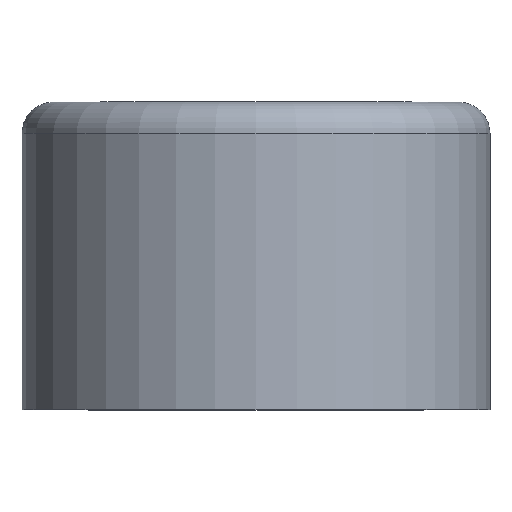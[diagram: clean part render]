
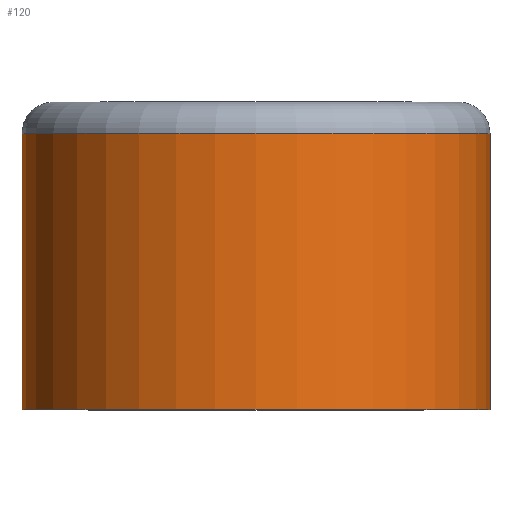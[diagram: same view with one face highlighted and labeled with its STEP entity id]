
A CAD part, top view. The second image highlights one B-rep face of the part: STEP entity #120.
In plain terms, the highlighted cylindrical face has radius 12.636 mm (diameter 25.273 mm), a partial arc.
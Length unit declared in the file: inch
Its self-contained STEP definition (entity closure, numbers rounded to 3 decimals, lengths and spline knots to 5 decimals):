
#18 = AXIS2_PLACEMENT_3D ( 'NONE', #259, #92, #307 ) ;
#28 = CARTESIAN_POINT ( 'NONE',  ( 0.4975, 0., 0. ) ) ;
#31 = EDGE_LOOP ( 'NONE', ( #57, #294, #214, #316 ) ) ;
#34 = CARTESIAN_POINT ( 'NONE',  ( -0.4975, 0., 0. ) ) ;
#40 = EDGE_CURVE ( 'NONE', #153, #246, #350, .T. ) ;
#49 = DIRECTION ( 'NONE',  ( 0., -1., 0. ) ) ;
#57 = ORIENTED_EDGE ( 'NONE', *, *, #216, .T. ) ;
#73 = CYLINDRICAL_SURFACE ( 'NONE', #157, 0.4975 ) ;
#89 = DIRECTION ( 'NONE',  ( 0., -1., 0. ) ) ;
#92 = DIRECTION ( 'NONE',  ( 0., -1., 0. ) ) ;
#101 = VERTEX_POINT ( 'NONE', #221 ) ;
#106 = CARTESIAN_POINT ( 'NONE',  ( 0.4975, 0., 0. ) ) ;
#116 = CARTESIAN_POINT ( 'NONE',  ( 0., 0., 0. ) ) ;
#120 = ADVANCED_FACE ( 'NONE', ( #170 ), #73, .T. ) ;
#147 = DIRECTION ( 'NONE',  ( 0., -1., 0. ) ) ;
#153 = VERTEX_POINT ( 'NONE', #280 ) ;
#157 = AXIS2_PLACEMENT_3D ( 'NONE', #245, #353, #356 ) ;
#170 = FACE_OUTER_BOUND ( 'NONE', #31, .T. ) ;
#189 = VECTOR ( 'NONE', #147, 39.37008 ) ;
#205 = CARTESIAN_POINT ( 'NONE',  ( -0.4975, 0., 0. ) ) ;
#214 = ORIENTED_EDGE ( 'NONE', *, *, #238, .F. ) ;
#216 = EDGE_CURVE ( 'NONE', #153, #101, #343, .T. ) ;
#221 = CARTESIAN_POINT ( 'NONE',  ( -0.4975, 0.58719, 0. ) ) ;
#238 = EDGE_CURVE ( 'NONE', #246, #352, #256, .T. ) ;
#245 = CARTESIAN_POINT ( 'NONE',  ( 0., 0., 0. ) ) ;
#246 = VERTEX_POINT ( 'NONE', #28 ) ;
#256 = CIRCLE ( 'NONE', #359, 0.4975 ) ;
#259 = CARTESIAN_POINT ( 'NONE',  ( 0., 0.58719, 0. ) ) ;
#274 = VECTOR ( 'NONE', #49, 39.37008 ) ;
#280 = CARTESIAN_POINT ( 'NONE',  ( 0.4975, 0.58719, 0. ) ) ;
#285 = DIRECTION ( 'NONE',  ( 1., 0., 0. ) ) ;
#294 = ORIENTED_EDGE ( 'NONE', *, *, #342, .T. ) ;
#307 = DIRECTION ( 'NONE',  ( 1., 0., 0. ) ) ;
#316 = ORIENTED_EDGE ( 'NONE', *, *, #40, .F. ) ;
#322 = LINE ( 'NONE', #205, #189 ) ;
#342 = EDGE_CURVE ( 'NONE', #101, #352, #322, .T. ) ;
#343 = CIRCLE ( 'NONE', #18, 0.4975 ) ;
#350 = LINE ( 'NONE', #106, #274 ) ;
#352 = VERTEX_POINT ( 'NONE', #34 ) ;
#353 = DIRECTION ( 'NONE',  ( 0., -1., 0. ) ) ;
#356 = DIRECTION ( 'NONE',  ( 1., 0., 0. ) ) ;
#359 = AXIS2_PLACEMENT_3D ( 'NONE', #116, #89, #285 ) ;
